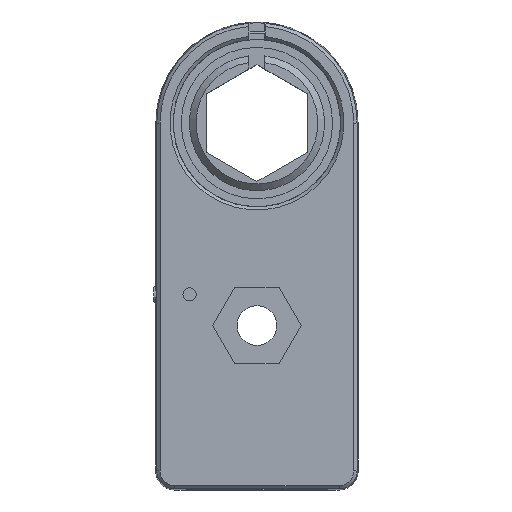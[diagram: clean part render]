
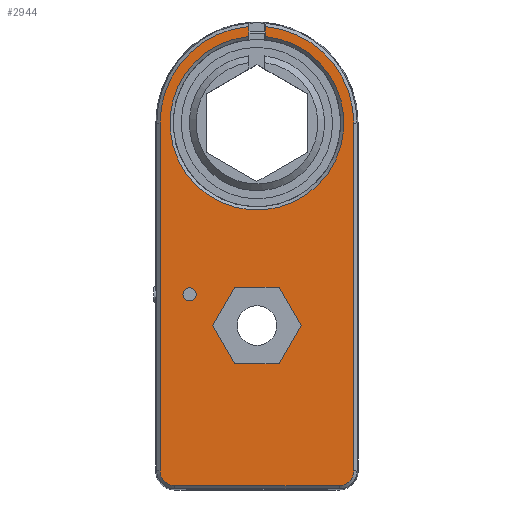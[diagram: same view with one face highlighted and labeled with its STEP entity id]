
A CAD part, top view. The second image highlights one B-rep face of the part: STEP entity #2944.
In plain terms, the highlighted planar face has unit normal (0, 0, 1).
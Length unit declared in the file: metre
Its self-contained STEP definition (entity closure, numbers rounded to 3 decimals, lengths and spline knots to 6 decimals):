
#96=LINE('',#4465,#457);
#97=LINE('',#4470,#458);
#98=LINE('',#4474,#459);
#99=LINE('',#4478,#460);
#100=LINE('',#4482,#461);
#101=LINE('',#4485,#462);
#102=LINE('',#4488,#463);
#103=LINE('',#4490,#464);
#104=LINE('',#4492,#465);
#105=LINE('',#4494,#466);
#106=LINE('',#4496,#467);
#457=VECTOR('',#3634,1.);
#458=VECTOR('',#3637,1.);
#459=VECTOR('',#3640,1.);
#460=VECTOR('',#3643,1.);
#461=VECTOR('',#3646,1.);
#462=VECTOR('',#3649,1.);
#463=VECTOR('',#3650,1.);
#464=VECTOR('',#3651,1.);
#465=VECTOR('',#3652,1.);
#466=VECTOR('',#3653,1.);
#467=VECTOR('',#3654,1.);
#822=ORIENTED_EDGE('',*,*,#1668,.F.);
#823=ORIENTED_EDGE('',*,*,#1669,.T.);
#824=ORIENTED_EDGE('',*,*,#1670,.T.);
#825=ORIENTED_EDGE('',*,*,#1671,.T.);
#826=ORIENTED_EDGE('',*,*,#1672,.T.);
#827=ORIENTED_EDGE('',*,*,#1673,.F.);
#828=ORIENTED_EDGE('',*,*,#1674,.T.);
#829=ORIENTED_EDGE('',*,*,#1675,.F.);
#830=ORIENTED_EDGE('',*,*,#1676,.T.);
#831=ORIENTED_EDGE('',*,*,#1677,.T.);
#832=ORIENTED_EDGE('',*,*,#1678,.T.);
#833=ORIENTED_EDGE('',*,*,#1679,.F.);
#834=ORIENTED_EDGE('',*,*,#1680,.F.);
#835=ORIENTED_EDGE('',*,*,#1681,.F.);
#836=ORIENTED_EDGE('',*,*,#1682,.F.);
#837=ORIENTED_EDGE('',*,*,#1683,.F.);
#838=ORIENTED_EDGE('',*,*,#1684,.F.);
#1668=EDGE_CURVE('',#2091,#2091,#2360,.T.);
#1669=EDGE_CURVE('',#2092,#2093,#96,.T.);
#1670=EDGE_CURVE('',#2093,#2094,#2361,.T.);
#1671=EDGE_CURVE('',#2094,#2095,#97,.T.);
#1672=EDGE_CURVE('',#2095,#2096,#2362,.T.);
#1673=EDGE_CURVE('',#2097,#2096,#98,.T.);
#1674=EDGE_CURVE('',#2097,#2098,#2363,.T.);
#1675=EDGE_CURVE('',#2099,#2098,#99,.T.);
#1676=EDGE_CURVE('',#2099,#2100,#2364,.T.);
#1677=EDGE_CURVE('',#2100,#2101,#100,.T.);
#1678=EDGE_CURVE('',#2101,#2092,#2365,.T.);
#1679=EDGE_CURVE('',#2102,#2103,#101,.T.);
#1680=EDGE_CURVE('',#2104,#2102,#102,.T.);
#1681=EDGE_CURVE('',#2105,#2104,#103,.T.);
#1682=EDGE_CURVE('',#2106,#2105,#104,.T.);
#1683=EDGE_CURVE('',#2107,#2106,#105,.T.);
#1684=EDGE_CURVE('',#2103,#2107,#106,.T.);
#2091=VERTEX_POINT('',#4464);
#2092=VERTEX_POINT('',#4466);
#2093=VERTEX_POINT('',#4467);
#2094=VERTEX_POINT('',#4469);
#2095=VERTEX_POINT('',#4471);
#2096=VERTEX_POINT('',#4473);
#2097=VERTEX_POINT('',#4475);
#2098=VERTEX_POINT('',#4477);
#2099=VERTEX_POINT('',#4479);
#2100=VERTEX_POINT('',#4481);
#2101=VERTEX_POINT('',#4483);
#2102=VERTEX_POINT('',#4486);
#2103=VERTEX_POINT('',#4487);
#2104=VERTEX_POINT('',#4489);
#2105=VERTEX_POINT('',#4491);
#2106=VERTEX_POINT('',#4493);
#2107=VERTEX_POINT('',#4495);
#2360=CIRCLE('',#3384,0.000828);
#2361=CIRCLE('',#3385,0.001839);
#2362=CIRCLE('',#3386,0.012157);
#2363=CIRCLE('',#3387,0.010916);
#2364=CIRCLE('',#3388,0.012157);
#2365=CIRCLE('',#3389,0.001839);
#2418=EDGE_LOOP('',(#822));
#2419=EDGE_LOOP('',(#823,#824,#825,#826,#827,#828,#829,#830,#831,#832));
#2420=EDGE_LOOP('',(#833,#834,#835,#836,#837,#838));
#2612=FACE_BOUND('',#2418,.T.);
#2613=FACE_BOUND('',#2419,.T.);
#2614=FACE_BOUND('',#2420,.T.);
#2805=PLANE('',#3383);
#2944=ADVANCED_FACE('',(#2612,#2613,#2614),#2805,.T.);
#3383=AXIS2_PLACEMENT_3D('',#4462,#3630,#3631);
#3384=AXIS2_PLACEMENT_3D('',#4463,#3632,#3633);
#3385=AXIS2_PLACEMENT_3D('',#4468,#3635,#3636);
#3386=AXIS2_PLACEMENT_3D('',#4472,#3638,#3639);
#3387=AXIS2_PLACEMENT_3D('',#4476,#3641,#3642);
#3388=AXIS2_PLACEMENT_3D('',#4480,#3644,#3645);
#3389=AXIS2_PLACEMENT_3D('',#4484,#3647,#3648);
#3630=DIRECTION('',(0.,0.,1.));
#3631=DIRECTION('',(-1.,0.,0.));
#3632=DIRECTION('',(0.,0.,1.));
#3633=DIRECTION('',(-1.,0.,0.));
#3634=DIRECTION('',(1.,0.,0.));
#3635=DIRECTION('',(0.,0.,1.));
#3636=DIRECTION('',(-1.,0.,0.));
#3637=DIRECTION('',(0.,1.,0.));
#3638=DIRECTION('',(0.,0.,1.));
#3639=DIRECTION('',(-1.,0.,0.));
#3640=DIRECTION('',(0.,1.,0.));
#3641=DIRECTION('',(0.,0.,-1.));
#3642=DIRECTION('',(-1.,0.,0.));
#3643=DIRECTION('',(0.,-1.,0.));
#3644=DIRECTION('',(0.,0.,1.));
#3645=DIRECTION('',(-1.,0.,0.));
#3646=DIRECTION('',(0.,-1.,0.));
#3647=DIRECTION('',(0.,0.,1.));
#3648=DIRECTION('',(-1.,0.,0.));
#3649=DIRECTION('',(-0.5,-0.866,0.));
#3650=DIRECTION('',(-1.,0.,0.));
#3651=DIRECTION('',(-0.5,0.866,0.));
#3652=DIRECTION('',(0.5,0.866,0.));
#3653=DIRECTION('',(1.,0.,0.));
#3654=DIRECTION('',(0.5,-0.866,0.));
#4462=CARTESIAN_POINT('',(0.,0.0254,0.00635));
#4463=CARTESIAN_POINT('',(-0.00845,0.0039,0.00635));
#4464=CARTESIAN_POINT('',(-0.009278,0.0039,0.00635));
#4465=CARTESIAN_POINT('',(0.,-0.020095,0.00635));
#4466=CARTESIAN_POINT('',(-0.010319,-0.020095,0.00635));
#4467=CARTESIAN_POINT('',(0.010319,-0.020095,0.00635));
#4468=CARTESIAN_POINT('',(0.010319,-0.018256,0.00635));
#4469=CARTESIAN_POINT('',(0.012157,-0.018256,0.00635));
#4470=CARTESIAN_POINT('',(0.012157,0.0254,0.00635));
#4471=CARTESIAN_POINT('',(0.012157,0.0254,0.00635));
#4472=CARTESIAN_POINT('',(0.,0.0254,0.00635));
#4473=CARTESIAN_POINT('',(0.001019,0.037515,0.00635));
#4474=CARTESIAN_POINT('',(0.001019,0.0254,0.00635));
#4475=CARTESIAN_POINT('',(0.001019,0.036268,0.00635));
#4476=CARTESIAN_POINT('',(0.,0.0254,0.00635));
#4477=CARTESIAN_POINT('',(-0.001019,0.036268,0.00635));
#4478=CARTESIAN_POINT('',(-0.001019,0.0254,0.00635));
#4479=CARTESIAN_POINT('',(-0.001019,0.037515,0.00635));
#4480=CARTESIAN_POINT('',(0.,0.0254,0.00635));
#4481=CARTESIAN_POINT('',(-0.012157,0.0254,0.00635));
#4482=CARTESIAN_POINT('',(-0.012157,0.0254,0.00635));
#4483=CARTESIAN_POINT('',(-0.012157,-0.018256,0.00635));
#4484=CARTESIAN_POINT('',(-0.010319,-0.018256,0.00635));
#4485=CARTESIAN_POINT('',(0.006819,0.021463,0.00635));
#4486=CARTESIAN_POINT('',(-0.002786,0.004826,0.00635));
#4487=CARTESIAN_POINT('',(-0.005573,0.,0.00635));
#4488=CARTESIAN_POINT('',(0.,0.004826,0.00635));
#4489=CARTESIAN_POINT('',(0.002786,0.004826,0.00635));
#4490=CARTESIAN_POINT('',(-0.006819,0.021463,0.00635));
#4491=CARTESIAN_POINT('',(0.005573,0.,0.00635));
#4492=CARTESIAN_POINT('',(0.015178,0.016637,0.00635));
#4493=CARTESIAN_POINT('',(0.002786,-0.004826,0.00635));
#4494=CARTESIAN_POINT('',(0.,-0.004826,0.00635));
#4495=CARTESIAN_POINT('',(-0.002786,-0.004826,0.00635));
#4496=CARTESIAN_POINT('',(-0.015178,0.016637,0.00635));
